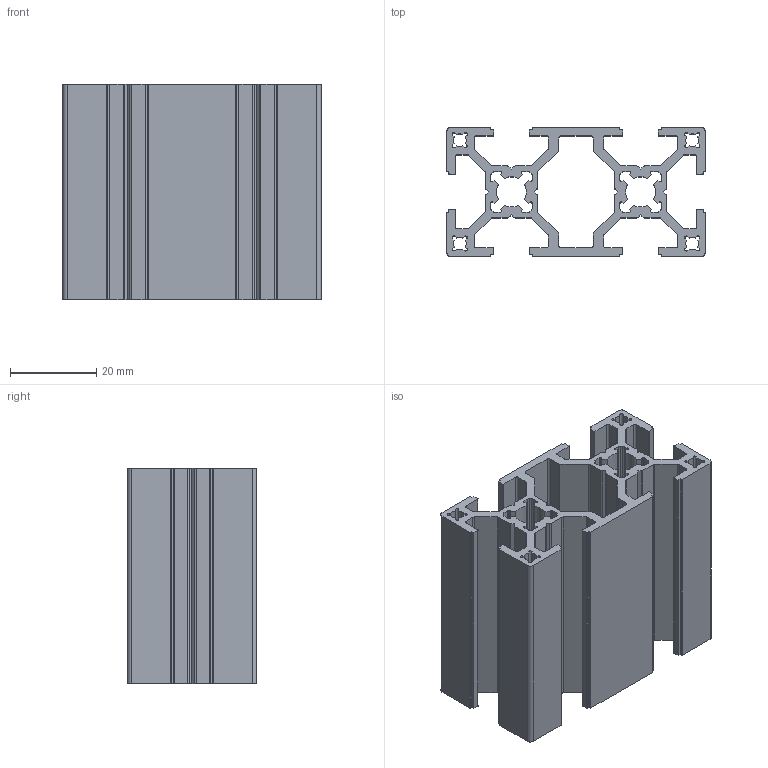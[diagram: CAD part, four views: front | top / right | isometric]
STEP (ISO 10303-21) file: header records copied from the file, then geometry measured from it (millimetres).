
FILE_DESCRIPTION (( 'STEP AP203' ), '1' );
FILE_NAME ('3060.step', '2023-05-12T09:13:19', ( '' ), ( '' ), 'SwSTEP 2.0', 'SolidWorks 2021', '' );
FILE_SCHEMA (( 'CONFIG_CONTROL_DESIGN' ));
Length unit declared in the file: millimetre
Products named in the file (1): 3060
Bounding box: 60 x 30 x 50 mm (x, y, z)
Volume: 27612 mm3; surface area: 31000.4 mm2
Topology: 1 solids, 1 shells, 452 faces, 1350 edges, 900 vertices
Faces by surface type: plane 230, cylinder 222
Entity records: 15423 total; most frequent: CARTESIAN_POINT 2703, DIRECTION 2700, ORIENTED_EDGE 2700, EDGE_CURVE 1350, VECTOR 906, LINE 906, VERTEX_POINT 900, AXIS2_PLACEMENT_3D 897
